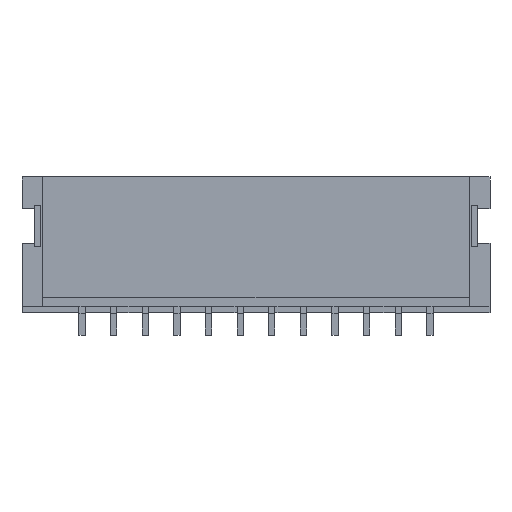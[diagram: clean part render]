
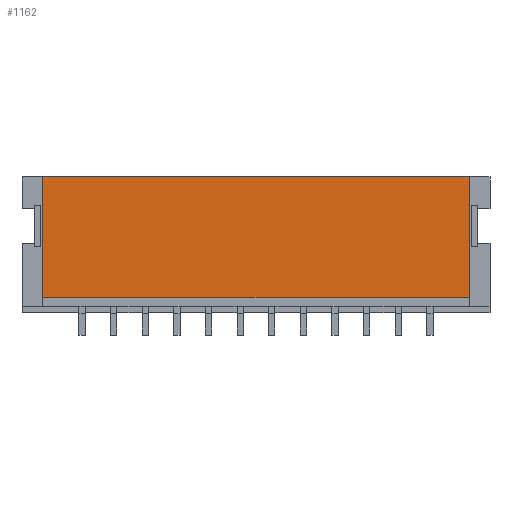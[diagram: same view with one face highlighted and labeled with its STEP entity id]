
A CAD part, front view. The second image highlights one B-rep face of the part: STEP entity #1162.
In plain terms, the highlighted planar face has unit normal (0, -1, 0).
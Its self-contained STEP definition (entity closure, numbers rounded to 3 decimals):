
#628 = DIRECTION ( 'NONE',  ( 0., 0., -1. ) ) ;
#639 = PLANE ( 'NONE',  #6621 ) ;
#654 = CARTESIAN_POINT ( 'NONE',  ( 4., 0.05, -1.3 ) ) ;
#667 = DIRECTION ( 'NONE',  ( 0., -1., 0. ) ) ;
#1162 = ADVANCED_FACE ( 'NONE', ( #5242 ), #639, .T. ) ;
#2979 = CARTESIAN_POINT ( 'NONE',  ( -6.75, 0.05, 2.5 ) ) ;
#3056 = CARTESIAN_POINT ( 'NONE',  ( 6.75, 0.05, -1.3 ) ) ;
#3067 = CARTESIAN_POINT ( 'NONE',  ( 6.75, 0.05, 2.5 ) ) ;
#3081 = CARTESIAN_POINT ( 'NONE',  ( -6.75, 0.05, -1.3 ) ) ;
#3195 = ORIENTED_EDGE ( 'NONE', *, *, #13204, .F. ) ;
#3236 = ORIENTED_EDGE ( 'NONE', *, *, #5129, .T. ) ;
#3238 = ORIENTED_EDGE ( 'NONE', *, *, #5119, .T. ) ;
#3258 = ORIENTED_EDGE ( 'NONE', *, *, #13288, .F. ) ;
#3423 = VERTEX_POINT ( 'NONE', #2979 ) ;
#3522 = VERTEX_POINT ( 'NONE', #3067 ) ;
#3545 = VERTEX_POINT ( 'NONE', #3081 ) ;
#3561 = VERTEX_POINT ( 'NONE', #3056 ) ;
#5119 = EDGE_CURVE ( 'NONE', #3545, #3561, #12805, .T. ) ;
#5129 = EDGE_CURVE ( 'NONE', #3561, #3522, #12881, .T. ) ;
#5242 = FACE_OUTER_BOUND ( 'NONE', #10715, .T. ) ;
#6621 = AXIS2_PLACEMENT_3D ( 'NONE', #654, #667, #628 ) ;
#10715 = EDGE_LOOP ( 'NONE', ( #3238, #3236, #3195, #3258 ) ) ;
#11510 = CARTESIAN_POINT ( 'NONE',  ( 6.75, 0.05, -1.3 ) ) ;
#11518 = DIRECTION ( 'NONE',  ( 1., 0., 0. ) ) ;
#11520 = DIRECTION ( 'NONE',  ( 0., 0., 1. ) ) ;
#11523 = CARTESIAN_POINT ( 'NONE',  ( 4., 0.05, -1.3 ) ) ;
#11908 = DIRECTION ( 'NONE',  ( 1., 0., 0. ) ) ;
#11924 = CARTESIAN_POINT ( 'NONE',  ( 4., 0.05, 2.5 ) ) ;
#12106 = DIRECTION ( 'NONE',  ( 0., 0., 1. ) ) ;
#12114 = CARTESIAN_POINT ( 'NONE',  ( -6.75, 0.05, -1.3 ) ) ;
#12129 = LINE ( 'NONE', #12114, #12142 ) ;
#12142 = VECTOR ( 'NONE', #12106, 1000. ) ;
#12788 = VECTOR ( 'NONE', #11518, 1000. ) ;
#12805 = LINE ( 'NONE', #11523, #12788 ) ;
#12860 = VECTOR ( 'NONE', #11520, 1000. ) ;
#12881 = LINE ( 'NONE', #11510, #12860 ) ;
#13010 = VECTOR ( 'NONE', #11908, 1000. ) ;
#13020 = LINE ( 'NONE', #11924, #13010 ) ;
#13204 = EDGE_CURVE ( 'NONE', #3423, #3522, #13020, .T. ) ;
#13288 = EDGE_CURVE ( 'NONE', #3545, #3423, #12129, .T. ) ;
